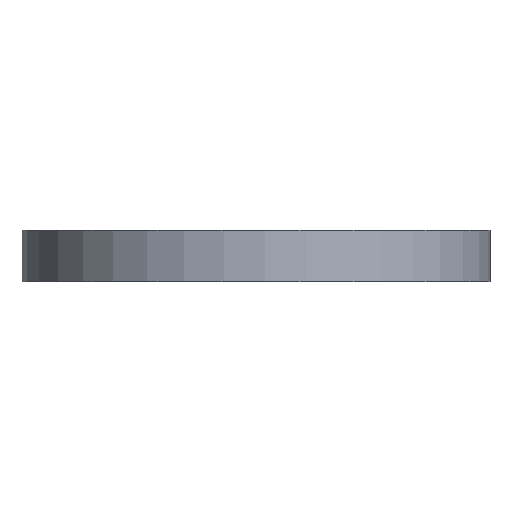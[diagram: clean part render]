
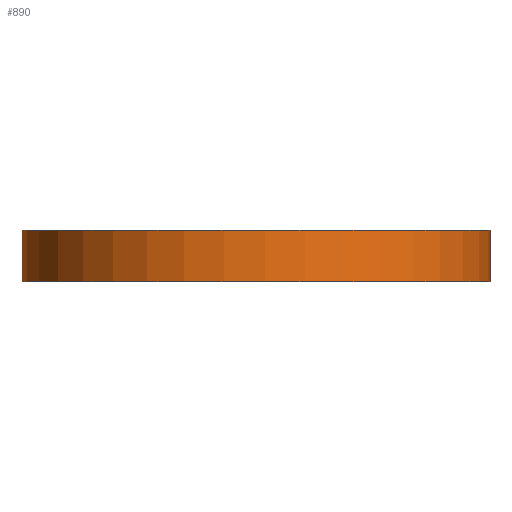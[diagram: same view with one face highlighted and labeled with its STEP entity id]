
A CAD part, front view. The second image highlights one B-rep face of the part: STEP entity #890.
In plain terms, the highlighted cylindrical face has radius 27.5 mm (diameter 55 mm), a partial arc.
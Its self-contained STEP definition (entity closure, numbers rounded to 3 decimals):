
#92=LINE('',#1337,#196);
#126=LINE('',#1408,#230);
#196=VECTOR('',#1083,6.);
#230=VECTOR('',#1129,6.);
#299=FACE_OUTER_BOUND('',#369,.T.);
#369=EDGE_LOOP('',(#750,#751,#752,#753));
#411=CIRCLE('',#941,27.5);
#414=CIRCLE('',#952,27.5);
#435=VERTEX_POINT('',#1259);
#436=VERTEX_POINT('',#1261);
#468=VERTEX_POINT('',#1336);
#472=VERTEX_POINT('',#1350);
#520=EDGE_CURVE('',#435,#436,#411,.T.);
#558=EDGE_CURVE('',#468,#436,#92,.T.);
#565=EDGE_CURVE('',#468,#472,#414,.T.);
#594=EDGE_CURVE('',#435,#472,#126,.T.);
#750=ORIENTED_EDGE('',*,*,#558,.T.);
#751=ORIENTED_EDGE('',*,*,#520,.F.);
#752=ORIENTED_EDGE('',*,*,#594,.T.);
#753=ORIENTED_EDGE('',*,*,#565,.F.);
#873=CYLINDRICAL_SURFACE('',#954,27.5);
#890=ADVANCED_FACE('',(#299),#873,.T.);
#941=AXIS2_PLACEMENT_3D('',#1262,#1032,#1033);
#952=AXIS2_PLACEMENT_3D('',#1351,#1096,#1097);
#954=AXIS2_PLACEMENT_3D('',#1407,#1127,#1128);
#1032=DIRECTION('center_axis',(0.,0.,-1.));
#1033=DIRECTION('ref_axis',(-1.,0.,0.));
#1083=DIRECTION('',(0.,0.,-1.));
#1096=DIRECTION('center_axis',(0.,0.,1.));
#1097=DIRECTION('ref_axis',(-1.,0.,0.));
#1127=DIRECTION('center_axis',(0.,0.,1.));
#1128=DIRECTION('ref_axis',(-1.,0.,0.));
#1129=DIRECTION('',(0.,0.,1.));
#1259=CARTESIAN_POINT('',(17.05,21.577,0.));
#1261=CARTESIAN_POINT('',(-18.608,20.249,0.));
#1262=CARTESIAN_POINT('Origin',(0.,0.,0.));
#1336=CARTESIAN_POINT('',(-18.608,20.249,6.));
#1337=CARTESIAN_POINT('',(-18.608,20.249,0.));
#1350=CARTESIAN_POINT('',(17.05,21.577,6.));
#1351=CARTESIAN_POINT('Origin',(0.,0.,6.));
#1407=CARTESIAN_POINT('Origin',(0.,0.,0.));
#1408=CARTESIAN_POINT('',(17.05,21.577,0.));
